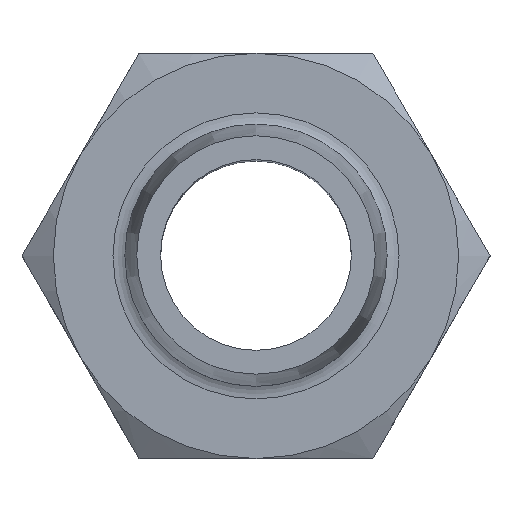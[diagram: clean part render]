
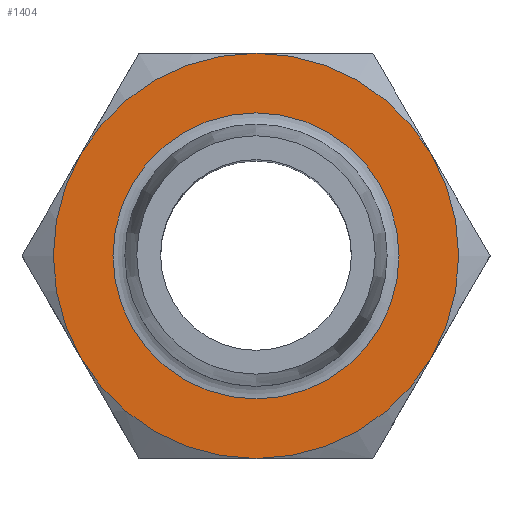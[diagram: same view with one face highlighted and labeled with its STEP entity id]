
A CAD part, top view. The second image highlights one B-rep face of the part: STEP entity #1404.
In plain terms, the highlighted planar face has unit normal (0, 0, 1).
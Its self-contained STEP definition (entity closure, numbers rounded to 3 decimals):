
#616=PLANE('',#1335);
#710=ORIENTED_EDGE('',*,*,#864,.F.);
#711=ORIENTED_EDGE('',*,*,#865,.F.);
#712=ORIENTED_EDGE('',*,*,#866,.F.);
#713=ORIENTED_EDGE('',*,*,#867,.F.);
#714=ORIENTED_EDGE('',*,*,#863,.F.);
#715=ORIENTED_EDGE('',*,*,#868,.F.);
#716=ORIENTED_EDGE('',*,*,#869,.F.);
#767=CIRCLE('',#1334,8.5);
#768=CIRCLE('',#1336,8.5);
#769=CIRCLE('',#1337,8.5);
#770=CIRCLE('',#1338,8.5);
#771=CIRCLE('',#1339,8.5);
#772=CIRCLE('',#1340,8.5);
#773=CIRCLE('',#1341,6.);
#797=VERTEX_POINT('',#1185);
#801=VERTEX_POINT('',#1195);
#804=VERTEX_POINT('',#1205);
#807=VERTEX_POINT('',#1215);
#810=VERTEX_POINT('',#1225);
#811=VERTEX_POINT('',#1231);
#812=VERTEX_POINT('',#1242);
#863=EDGE_CURVE('',#797,#811,#767,.T.);
#864=EDGE_CURVE('',#804,#801,#768,.T.);
#865=EDGE_CURVE('',#807,#804,#769,.T.);
#866=EDGE_CURVE('',#810,#807,#770,.T.);
#867=EDGE_CURVE('',#811,#810,#771,.T.);
#868=EDGE_CURVE('',#801,#797,#772,.T.);
#869=EDGE_CURVE('',#812,#812,#773,.T.);
#898=EDGE_LOOP('',(#710,#711,#712,#713,#714,#715));
#899=EDGE_LOOP('',(#716));
#948=FACE_BOUND('',#898,.T.);
#949=FACE_BOUND('',#899,.T.);
#1079=DIRECTION('',(0.,0.,-1.));
#1080=DIRECTION('',(0.,-8.5,0.));
#1081=DIRECTION('',(0.,0.,1.));
#1082=DIRECTION('',(0.,-1.,0.));
#1083=DIRECTION('',(0.,0.,-1.));
#1084=DIRECTION('',(0.,-8.5,0.));
#1085=DIRECTION('',(0.,0.,-1.));
#1086=DIRECTION('',(0.,-8.5,0.));
#1087=DIRECTION('',(0.,0.,-1.));
#1088=DIRECTION('',(0.,-8.5,0.));
#1089=DIRECTION('',(0.,0.,-1.));
#1090=DIRECTION('',(0.,-8.5,0.));
#1091=DIRECTION('',(0.,0.,-1.));
#1092=DIRECTION('',(0.,-8.5,0.));
#1093=DIRECTION('',(0.,0.,1.));
#1094=DIRECTION('',(0.,-6.,0.));
#1185=CARTESIAN_POINT('',(5.885,7.365,21.154));
#1195=CARTESIAN_POINT('',(13.246,3.115,21.154));
#1205=CARTESIAN_POINT('',(20.608,7.365,21.154));
#1215=CARTESIAN_POINT('',(20.608,15.865,21.154));
#1225=CARTESIAN_POINT('',(13.246,20.115,21.154));
#1231=CARTESIAN_POINT('',(5.885,15.865,21.154));
#1235=CARTESIAN_POINT('',(13.246,11.615,21.154));
#1236=CARTESIAN_POINT('',(21.746,11.615,21.154));
#1237=CARTESIAN_POINT('',(13.246,11.615,21.154));
#1238=CARTESIAN_POINT('',(13.246,11.615,21.154));
#1239=CARTESIAN_POINT('',(13.246,11.615,21.154));
#1240=CARTESIAN_POINT('',(13.246,11.615,21.154));
#1241=CARTESIAN_POINT('',(13.246,11.615,21.154));
#1242=CARTESIAN_POINT('',(13.246,5.615,21.154));
#1243=CARTESIAN_POINT('',(13.246,11.615,21.154));
#1334=AXIS2_PLACEMENT_3D('',#1235,#1079,#1080);
#1335=AXIS2_PLACEMENT_3D('',#1236,#1081,#1082);
#1336=AXIS2_PLACEMENT_3D('',#1237,#1083,#1084);
#1337=AXIS2_PLACEMENT_3D('',#1238,#1085,#1086);
#1338=AXIS2_PLACEMENT_3D('',#1239,#1087,#1088);
#1339=AXIS2_PLACEMENT_3D('',#1240,#1089,#1090);
#1340=AXIS2_PLACEMENT_3D('',#1241,#1091,#1092);
#1341=AXIS2_PLACEMENT_3D('',#1243,#1093,#1094);
#1404=ADVANCED_FACE('',(#948,#949),#616,.T.);
